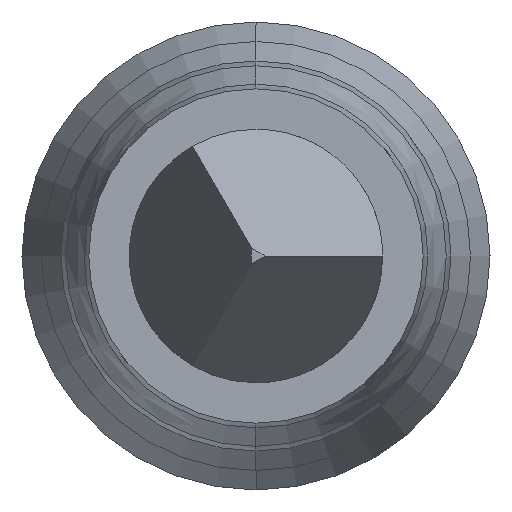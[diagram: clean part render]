
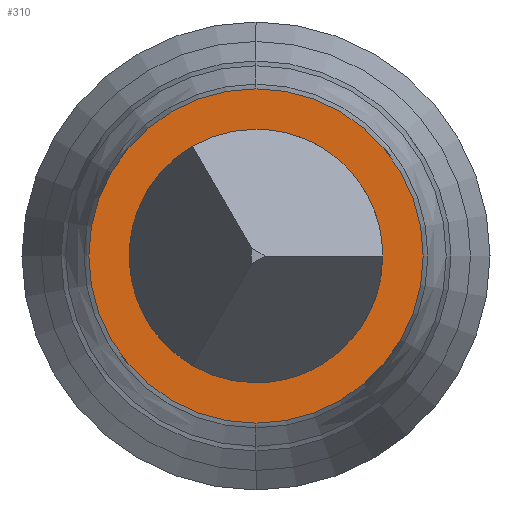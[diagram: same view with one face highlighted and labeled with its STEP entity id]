
A CAD part, front view. The second image highlights one B-rep face of the part: STEP entity #310.
In plain terms, the highlighted planar face has unit normal (0, -1, 0).
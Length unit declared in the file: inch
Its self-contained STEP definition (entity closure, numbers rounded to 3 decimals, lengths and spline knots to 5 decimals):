
#21 = DIRECTION ( 'NONE',  ( 0., 0., 1. ) ) ;
#44 = ORIENTED_EDGE ( 'NONE', *, *, #1365, .T. ) ;
#68 = CARTESIAN_POINT ( 'NONE',  ( 0., -0.475, 0. ) ) ;
#93 = DIRECTION ( 'NONE',  ( 0., 0., -1. ) ) ;
#178 = VERTEX_POINT ( 'NONE', #691 ) ;
#310 = ADVANCED_FACE ( 'NONE', ( #1027, #829 ), #1087, .T. ) ;
#314 = EDGE_CURVE ( 'NONE', #178, #857, #628, .T. ) ;
#337 = AXIS2_PLACEMENT_3D ( 'NONE', #68, #707, #844 ) ;
#385 = AXIS2_PLACEMENT_3D ( 'NONE', #864, #1079, #93 ) ;
#407 = DIRECTION ( 'NONE',  ( 0., 0., 1. ) ) ;
#503 = DIRECTION ( 'NONE',  ( 0., 1., 0. ) ) ;
#550 = VERTEX_POINT ( 'NONE', #678 ) ;
#576 = CIRCLE ( 'NONE', #912, 0.0091 ) ;
#615 = EDGE_LOOP ( 'NONE', ( #1133, #44 ) ) ;
#616 = AXIS2_PLACEMENT_3D ( 'NONE', #1091, #503, #749 ) ;
#628 = CIRCLE ( 'NONE', #616, 0.012 ) ;
#666 = CARTESIAN_POINT ( 'NONE',  ( 0., -0.475, 0. ) ) ;
#678 = CARTESIAN_POINT ( 'NONE',  ( 0., -0.475, 0.0091 ) ) ;
#691 = CARTESIAN_POINT ( 'NONE',  ( 0., -0.475, 0.012 ) ) ;
#707 = DIRECTION ( 'NONE',  ( 0., 1., 0. ) ) ;
#710 = CIRCLE ( 'NONE', #337, 0.012 ) ;
#749 = DIRECTION ( 'NONE',  ( 0., 0., 1. ) ) ;
#813 = CARTESIAN_POINT ( 'NONE',  ( 0., -0.475, -0.0091 ) ) ;
#829 = FACE_BOUND ( 'NONE', #615, .T. ) ;
#844 = DIRECTION ( 'NONE',  ( 0., 0., 1. ) ) ;
#857 = VERTEX_POINT ( 'NONE', #1404 ) ;
#862 = DIRECTION ( 'NONE',  ( 0., 1., 0. ) ) ;
#864 = CARTESIAN_POINT ( 'NONE',  ( -0.012, -0.475, 0. ) ) ;
#912 = AXIS2_PLACEMENT_3D ( 'NONE', #1197, #862, #407 ) ;
#997 = AXIS2_PLACEMENT_3D ( 'NONE', #666, #1317, #21 ) ;
#1027 = FACE_OUTER_BOUND ( 'NONE', #1215, .T. ) ;
#1028 = ORIENTED_EDGE ( 'NONE', *, *, #314, .F. ) ;
#1079 = DIRECTION ( 'NONE',  ( 0., -1., 0. ) ) ;
#1087 = PLANE ( 'NONE',  #385 ) ;
#1088 = VERTEX_POINT ( 'NONE', #813 ) ;
#1091 = CARTESIAN_POINT ( 'NONE',  ( 0., -0.475, 0. ) ) ;
#1133 = ORIENTED_EDGE ( 'NONE', *, *, #1232, .T. ) ;
#1171 = EDGE_CURVE ( 'NONE', #857, #178, #710, .T. ) ;
#1197 = CARTESIAN_POINT ( 'NONE',  ( 0., -0.475, 0. ) ) ;
#1215 = EDGE_LOOP ( 'NONE', ( #1028, #1373 ) ) ;
#1232 = EDGE_CURVE ( 'NONE', #550, #1088, #576, .T. ) ;
#1317 = DIRECTION ( 'NONE',  ( 0., 1., 0. ) ) ;
#1355 = CIRCLE ( 'NONE', #997, 0.0091 ) ;
#1365 = EDGE_CURVE ( 'NONE', #1088, #550, #1355, .T. ) ;
#1373 = ORIENTED_EDGE ( 'NONE', *, *, #1171, .F. ) ;
#1404 = CARTESIAN_POINT ( 'NONE',  ( 0., -0.475, -0.012 ) ) ;
